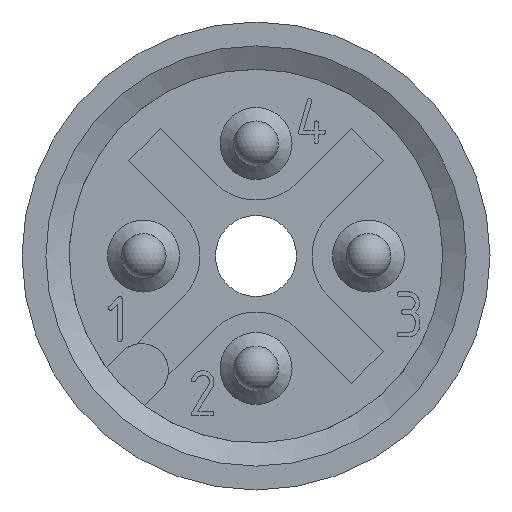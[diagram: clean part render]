
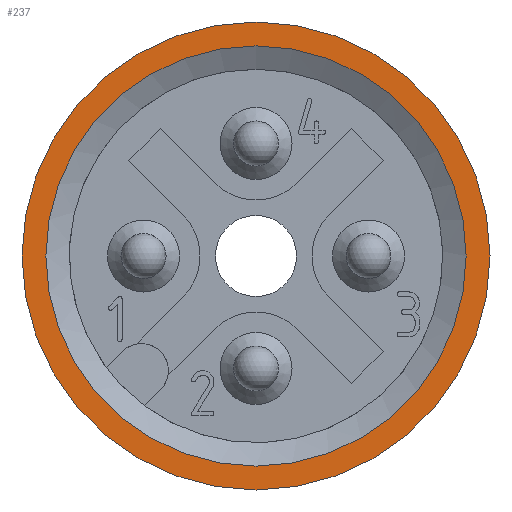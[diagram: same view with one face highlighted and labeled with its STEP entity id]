
A CAD part, left-side view. The second image highlights one B-rep face of the part: STEP entity #237.
In plain terms, the highlighted planar face has unit normal (-1, 0, 0).
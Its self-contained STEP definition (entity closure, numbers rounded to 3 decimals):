
#237=ADVANCED_FACE('',(#609,#610),#389,.T.);
#389=PLANE('',#2541);
#609=FACE_BOUND('',#734,.T.);
#610=FACE_BOUND('',#735,.T.);
#734=EDGE_LOOP('',(#1093));
#735=EDGE_LOOP('',(#1094));
#960=CIRCLE('',#2539,4.67);
#961=CIRCLE('',#2540,5.2);
#1093=ORIENTED_EDGE('',*,*,#1958,.T.);
#1094=ORIENTED_EDGE('',*,*,#1959,.F.);
#1726=VERTEX_POINT('',#3655);
#1727=VERTEX_POINT('',#3657);
#1958=EDGE_CURVE('',#1726,#1726,#960,.T.);
#1959=EDGE_CURVE('',#1727,#1727,#961,.T.);
#2539=AXIS2_PLACEMENT_3D('',#3654,#2797,#2798);
#2540=AXIS2_PLACEMENT_3D('',#3656,#2799,#2800);
#2541=AXIS2_PLACEMENT_3D('',#3658,#2801,#2802);
#2797=DIRECTION('',(1.,0.,0.));
#2798=DIRECTION('',(0.,0.,1.));
#2799=DIRECTION('',(1.,0.,0.));
#2800=DIRECTION('',(0.,0.,-1.));
#2801=DIRECTION('',(-1.,0.,0.));
#2802=DIRECTION('',(0.,0.,1.));
#3654=CARTESIAN_POINT('',(0.,0.,0.));
#3655=CARTESIAN_POINT('',(0.,0.,4.67));
#3656=CARTESIAN_POINT('',(0.,0.,0.));
#3657=CARTESIAN_POINT('',(0.,0.,-5.2));
#3658=CARTESIAN_POINT('',(0.,0.,0.));
